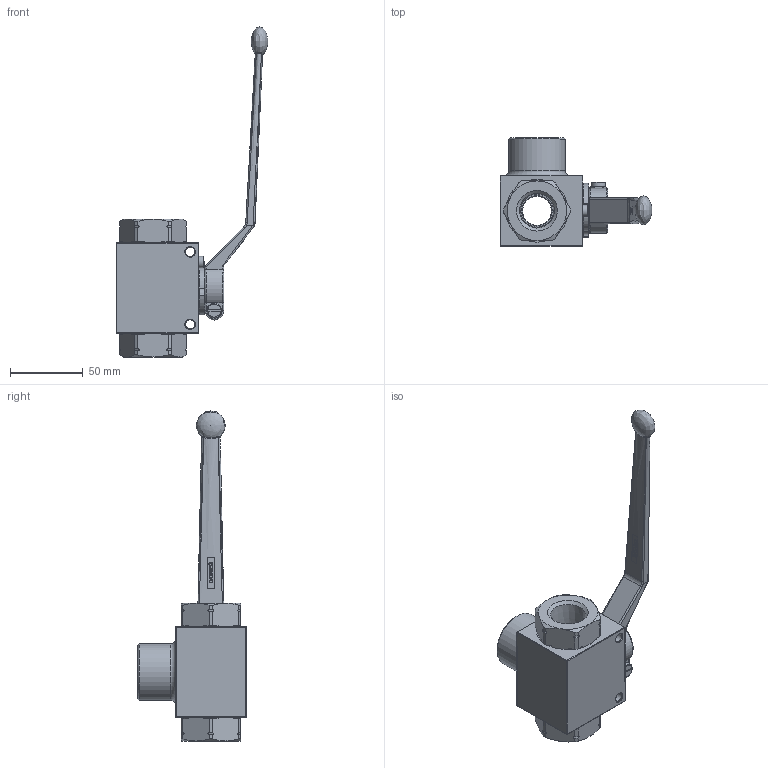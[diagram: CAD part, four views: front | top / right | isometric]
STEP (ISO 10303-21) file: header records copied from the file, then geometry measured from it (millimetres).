
FILE_DESCRIPTION(/* description */ (''),/* implementation_level */ '2;1');
FILE_NAME(/* name */ 'GE3NNT4_____F10.stp',/* time_stamp */ '2020-02-12T17:22:38+01:00',/* author */ ('francesca.patelli'),/* organization */ (''),/* preprocessor_version */ 'ST-DEVELOPER v18',/* originating_system */ 'Autodesk Inventor 2020',/* authorisation */ '');
FILE_SCHEMA (('AP203_CONFIGURATION_CONTROLLED_3D_DESIGN_OF_MECHANICAL_PARTS_AND_ASSEMBLIES_MIM_LF { 1 0 10303 203 3 1 4 }','AUTOMOTIVE_DESIGN { 1 0 10303 214 3 1 1 }'));
Length unit declared in the file: millimetre
Products named in the file (1): Parte2
Bounding box: 104.6 x 75 x 227.5 mm (x, y, z)
Volume: 198903.9 mm3; surface area: 56217.8 mm2
Topology: 2 solids, 5 shells, 490 faces, 1255 edges, 806 vertices
Faces by surface type: plane 198, cylinder 116, cone 66, bspline 57, torus 39, sphere 14
Full cylindrical faces by diameter (mm): 2 x1, 4.917 x1, 6 x1, 6.25 x2, 6.5 x2, 8 x2, 10 x2, 20 x4, 22.631 x3, 25 x1, 35.4 x2, 36.376 x1, 38 x2, 39 x1, 39.4 x2, 43.2 x2
Entity records: 16901 total; most frequent: CARTESIAN_POINT 4745, ORIENTED_EDGE 2504, DIRECTION 2313, EDGE_CURVE 1252, AXIS2_PLACEMENT_3D 855, VERTEX_POINT 806, LINE 603, VECTOR 603
